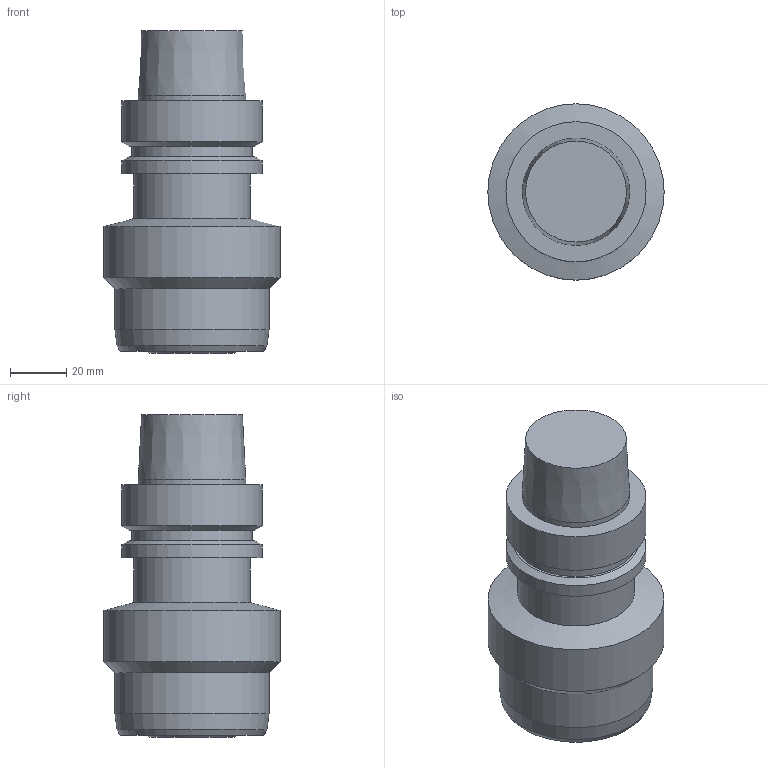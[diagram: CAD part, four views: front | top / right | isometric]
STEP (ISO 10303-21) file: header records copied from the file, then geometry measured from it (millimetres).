
FILE_DESCRIPTION((''),'1');
FILE_NAME('HSK-A50-HDC25-90.stp','2012-05-15T05:44:33',(''),(''),'Spatial Interop R18','Kubotek KeyCreator V8.5.1 (14335)',' ');
FILE_SCHEMA(('CONFIG_CONTROL_DESIGN'));
Length unit declared in the file: millimetre
Products named in the file (1): 1
Bounding box: 62.9 x 62.9 x 115 mm (x, y, z)
Volume: 223813.2 mm3; surface area: 24542.4 mm2
Topology: 1 solids, 1 shells, 22 faces, 36 edges, 21 vertices
Faces by surface type: cone 8, cylinder 7, plane 7
Full cylindrical faces by diameter (mm): 38.3 x1, 41.6 x1, 43 x1, 50 x2, 55 x1, 62.9 x1
Entity records: 478 total; most frequent: DIRECTION 88, CARTESIAN_POINT 65, AXIS2_PLACEMENT_3D 44, EDGE_LOOP 42, ORIENTED_EDGE 42, FACE_BOUND 35, ADVANCED_FACE 22, EDGE_CURVE 21
